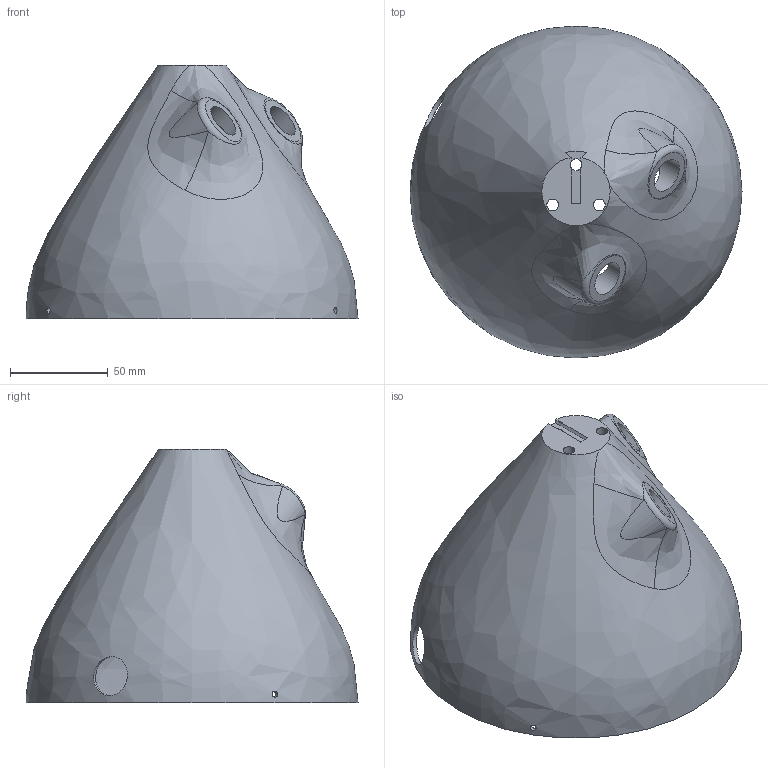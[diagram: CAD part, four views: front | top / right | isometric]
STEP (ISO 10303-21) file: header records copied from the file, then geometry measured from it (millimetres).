
FILE_DESCRIPTION(/* description */ (''),/* implementation_level */ '2;1');
FILE_NAME(/* name */ 'Dome.step',/* time_stamp */ '2025-07-18T11:57:41+08:00',/* author */ (''),/* organization */ (''),/* preprocessor_version */ 'ST-DEVELOPER v20.1',/* originating_system */ 'Autodesk Translation Framework v14.10.0.0',/* authorisation */ '');
FILE_SCHEMA (('AUTOMOTIVE_DESIGN { 1 0 10303 214 3 1 1 }'));
Length unit declared in the file: millimetre
Products named in the file (1): Dome
Bounding box: 170 x 170 x 130 mm (x, y, z)
Volume: 133281.9 mm3; surface area: 110332.2 mm2
Topology: 1 solids, 1 shells, 55 faces, 150 edges, 105 vertices
Faces by surface type: plane 22, cylinder 16, bspline 15, torus 2
Full cylindrical faces by diameter (mm): 2.7 x2, 6 x3, 6.5 x2, 18 x2, 20 x1
Entity records: 4382 total; most frequent: CARTESIAN_POINT 3057, ORIENTED_EDGE 302, DIRECTION 192, EDGE_CURVE 151, VERTEX_POINT 106, EDGE_LOOP 83, AXIS2_PLACEMENT_3D 78, B_SPLINE_CURVE_WITH_KNOTS 75
